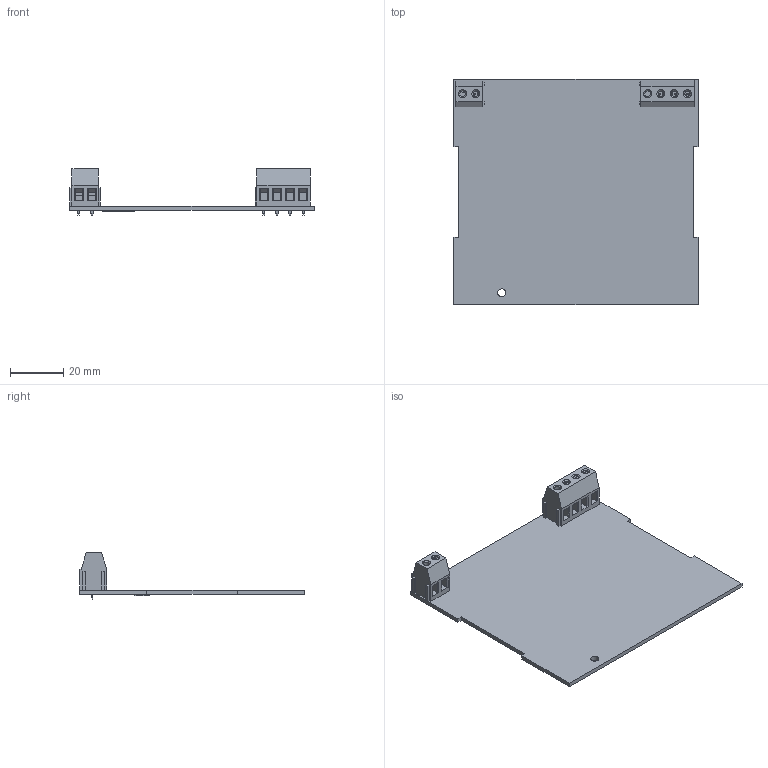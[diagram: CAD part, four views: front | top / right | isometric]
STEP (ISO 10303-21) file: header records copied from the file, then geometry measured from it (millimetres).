
FILE_DESCRIPTION((''),'2;1');
FILE_NAME('PS100new.stp','2011-01-07T12:05:00',('Sebastian'),(''),'Autodesk Inventor 2008','Autodesk Inventor 2008','');
FILE_SCHEMA(('AUTOMOTIVE_DESIGN { 1 0 10303 214 1 1 1 1 }'));
Length unit declared in the file: millimetre
Products named in the file (6): PS100new; CASE; PCB; 3P-CONECT.1; 3P-CONECT.1.2
Assembly tree (5 placements, depth 3):
  PS100new
    CASE
    PCB
      3P-CONECT.1
      3P-CONECT.1.2
      PCB
Bounding box: 92 x 85 x 17.67 mm (x, y, z)
Volume: 15513.2 mm3; surface area: 19118.6 mm2
Topology: 3 solids, 3 shells, 260 faces, 641 edges, 418 vertices
Faces by surface type: plane 239, cylinder 15, cone 6
Full cylindrical faces by diameter (mm): 1.3 x4, 1.9 x4, 2.25 x6, 3 x1
Entity records: 7531 total; most frequent: CARTESIAN_POINT 1291, ORIENTED_EDGE 1222, DIRECTION 1204, EDGE_CURVE 611, VECTOR 560, LINE 560, VERTEX_POINT 409, AXIS2_PLACEMENT_3D 322
